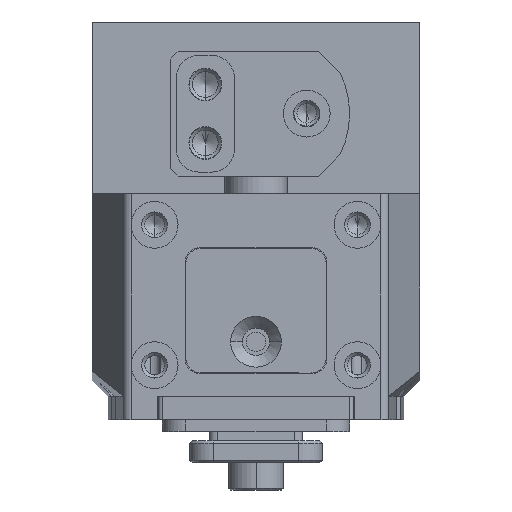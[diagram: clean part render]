
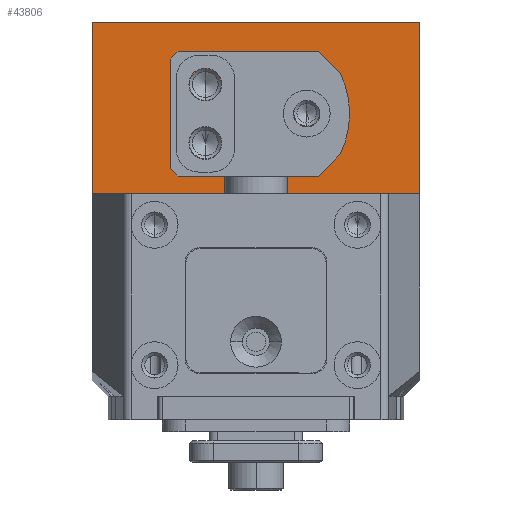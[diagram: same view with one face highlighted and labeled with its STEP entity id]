
A CAD part, left-side view. The second image highlights one B-rep face of the part: STEP entity #43806.
In plain terms, the highlighted planar face has unit normal (-1, 0, 0).
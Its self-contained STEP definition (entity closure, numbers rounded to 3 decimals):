
#1009 = VERTEX_POINT ( 'NONE', #29055 ) ;
#1240 = LINE ( 'NONE', #38686, #36123 ) ;
#2388 = DIRECTION ( 'NONE',  ( 0., 0., -1. ) ) ;
#2477 = FACE_BOUND ( 'NONE', #34876, .T. ) ;
#2592 = LINE ( 'NONE', #32702, #10974 ) ;
#2725 = EDGE_CURVE ( 'NONE', #1009, #37652, #4164, .T. ) ;
#2745 = LINE ( 'NONE', #40506, #35373 ) ;
#2953 = ORIENTED_EDGE ( 'NONE', *, *, #40399, .T. ) ;
#2956 = CARTESIAN_POINT ( 'NONE',  ( -37.828, 9.354, 88.686 ) ) ;
#3881 = CIRCLE ( 'NONE', #41345, 2.05 ) ;
#3963 = DIRECTION ( 'NONE',  ( 0., 0., -1. ) ) ;
#4164 = CIRCLE ( 'NONE', #11470, 2.05 ) ;
#5303 = ORIENTED_EDGE ( 'NONE', *, *, #27645, .T. ) ;
#5945 = VECTOR ( 'NONE', #2388, 1000. ) ;
#6377 = EDGE_CURVE ( 'NONE', #8263, #41824, #13817, .T. ) ;
#6511 = VERTEX_POINT ( 'NONE', #35250 ) ;
#6541 = ORIENTED_EDGE ( 'NONE', *, *, #16300, .T. ) ;
#6739 = VERTEX_POINT ( 'NONE', #23448 ) ;
#6790 = CARTESIAN_POINT ( 'NONE',  ( -37.828, -18.146, 82.186 ) ) ;
#6908 = DIRECTION ( 'NONE',  ( 0., 0., 1. ) ) ;
#7470 = CARTESIAN_POINT ( 'NONE',  ( -37.828, 9.354, 96.186 ) ) ;
#7850 = CIRCLE ( 'NONE', #24131, 1.65 ) ;
#8263 = VERTEX_POINT ( 'NONE', #10272 ) ;
#9051 = DIRECTION ( 'NONE',  ( 0., 0., -1. ) ) ;
#10195 = CARTESIAN_POINT ( 'NONE',  ( -37.828, -22.146, 82.186 ) ) ;
#10272 = CARTESIAN_POINT ( 'NONE',  ( -37.828, 23.854, 104.186 ) ) ;
#10974 = VECTOR ( 'NONE', #39597, 1000. ) ;
#11470 = AXIS2_PLACEMENT_3D ( 'NONE', #2956, #27821, #28157 ) ;
#13359 = DIRECTION ( 'NONE',  ( 1., 0., 0. ) ) ;
#13545 = AXIS2_PLACEMENT_3D ( 'NONE', #30652, #27355, #9051 ) ;
#13817 = LINE ( 'NONE', #34633, #5945 ) ;
#15171 = CARTESIAN_POINT ( 'NONE',  ( -37.828, -3.646, 92.486 ) ) ;
#15313 = DIRECTION ( 'NONE',  ( 1., 0., 0. ) ) ;
#15407 = ORIENTED_EDGE ( 'NONE', *, *, #2725, .T. ) ;
#16023 = EDGE_CURVE ( 'NONE', #22876, #38109, #34479, .T. ) ;
#16300 = EDGE_CURVE ( 'NONE', #46136, #8263, #1240, .T. ) ;
#18843 = EDGE_LOOP ( 'NONE', ( #2953, #6541, #44985, #30569 ) ) ;
#18855 = EDGE_LOOP ( 'NONE', ( #31983, #39460 ) ) ;
#21443 = DIRECTION ( 'NONE',  ( 1., 0., 0. ) ) ;
#21841 = AXIS2_PLACEMENT_3D ( 'NONE', #10195, #35072, #6908 ) ;
#22140 = EDGE_CURVE ( 'NONE', #25227, #41824, #2592, .T. ) ;
#22146 = FACE_BOUND ( 'NONE', #35799, .T. ) ;
#22266 = DIRECTION ( 'NONE',  ( 0., 0., -1. ) ) ;
#22876 = VERTEX_POINT ( 'NONE', #31667 ) ;
#22879 = DIRECTION ( 'NONE',  ( 0., 0., -1. ) ) ;
#23448 = CARTESIAN_POINT ( 'NONE',  ( -37.828, -3.646, 94.136 ) ) ;
#24131 = AXIS2_PLACEMENT_3D ( 'NONE', #15171, #15313, #22879 ) ;
#25227 = VERTEX_POINT ( 'NONE', #6790 ) ;
#25450 = CARTESIAN_POINT ( 'NONE',  ( -37.828, 23.854, 82.186 ) ) ;
#27355 = DIRECTION ( 'NONE',  ( 1., 0., 0. ) ) ;
#27645 = EDGE_CURVE ( 'NONE', #6511, #6739, #28821, .T. ) ;
#27821 = DIRECTION ( 'NONE',  ( 1., 0., 0. ) ) ;
#27879 = DIRECTION ( 'NONE',  ( 0., 0., -1. ) ) ;
#28157 = DIRECTION ( 'NONE',  ( 0., 0., -1. ) ) ;
#28821 = CIRCLE ( 'NONE', #13545, 1.65 ) ;
#29055 = CARTESIAN_POINT ( 'NONE',  ( -37.828, 9.354, 86.636 ) ) ;
#30569 = ORIENTED_EDGE ( 'NONE', *, *, #22140, .F. ) ;
#30652 = CARTESIAN_POINT ( 'NONE',  ( -37.828, -3.646, 92.486 ) ) ;
#31667 = CARTESIAN_POINT ( 'NONE',  ( -37.828, 9.354, 94.136 ) ) ;
#31983 = ORIENTED_EDGE ( 'NONE', *, *, #40306, .T. ) ;
#32664 = CARTESIAN_POINT ( 'NONE',  ( -37.828, 9.354, 98.236 ) ) ;
#32702 = CARTESIAN_POINT ( 'NONE',  ( -37.828, -22.146, 82.186 ) ) ;
#32733 = AXIS2_PLACEMENT_3D ( 'NONE', #35732, #21443, #3963 ) ;
#32776 = CIRCLE ( 'NONE', #32733, 2.05 ) ;
#33154 = ORIENTED_EDGE ( 'NONE', *, *, #39731, .T. ) ;
#33967 = FACE_BOUND ( 'NONE', #18855, .T. ) ;
#34479 = CIRCLE ( 'NONE', #38292, 2.05 ) ;
#34633 = CARTESIAN_POINT ( 'NONE',  ( -37.828, 23.854, 56.186 ) ) ;
#34876 = EDGE_LOOP ( 'NONE', ( #33154, #5303 ) ) ;
#35072 = DIRECTION ( 'NONE',  ( 1., 0., 0. ) ) ;
#35250 = CARTESIAN_POINT ( 'NONE',  ( -37.828, -3.646, 90.836 ) ) ;
#35373 = VECTOR ( 'NONE', #44149, 1000. ) ;
#35732 = CARTESIAN_POINT ( 'NONE',  ( -37.828, 9.354, 88.686 ) ) ;
#35799 = EDGE_LOOP ( 'NONE', ( #43524, #15407 ) ) ;
#36009 = DIRECTION ( 'NONE',  ( 0., 1., 0. ) ) ;
#36123 = VECTOR ( 'NONE', #36009, 1000. ) ;
#36196 = FACE_OUTER_BOUND ( 'NONE', #18843, .T. ) ;
#37652 = VERTEX_POINT ( 'NONE', #40692 ) ;
#38109 = VERTEX_POINT ( 'NONE', #32664 ) ;
#38292 = AXIS2_PLACEMENT_3D ( 'NONE', #40916, #13359, #27879 ) ;
#38686 = CARTESIAN_POINT ( 'NONE',  ( -37.828, 2.854, 104.186 ) ) ;
#39460 = ORIENTED_EDGE ( 'NONE', *, *, #16023, .T. ) ;
#39597 = DIRECTION ( 'NONE',  ( 0., 1., 0. ) ) ;
#39731 = EDGE_CURVE ( 'NONE', #6739, #6511, #7850, .T. ) ;
#40306 = EDGE_CURVE ( 'NONE', #38109, #22876, #3881, .T. ) ;
#40399 = EDGE_CURVE ( 'NONE', #25227, #46136, #2745, .T. ) ;
#40506 = CARTESIAN_POINT ( 'NONE',  ( -37.828, -18.146, 56.186 ) ) ;
#40692 = CARTESIAN_POINT ( 'NONE',  ( -37.828, 9.354, 90.736 ) ) ;
#40916 = CARTESIAN_POINT ( 'NONE',  ( -37.828, 9.354, 96.186 ) ) ;
#41345 = AXIS2_PLACEMENT_3D ( 'NONE', #7470, #43847, #22266 ) ;
#41824 = VERTEX_POINT ( 'NONE', #25450 ) ;
#43524 = ORIENTED_EDGE ( 'NONE', *, *, #46011, .T. ) ;
#43592 = CARTESIAN_POINT ( 'NONE',  ( -37.828, -18.146, 104.186 ) ) ;
#43806 = ADVANCED_FACE ( 'NONE', ( #2477, #33967, #22146, #36196 ), #45961, .F. ) ;
#43847 = DIRECTION ( 'NONE',  ( 1., 0., 0. ) ) ;
#44149 = DIRECTION ( 'NONE',  ( 0., 0., 1. ) ) ;
#44985 = ORIENTED_EDGE ( 'NONE', *, *, #6377, .T. ) ;
#45961 = PLANE ( 'NONE',  #21841 ) ;
#46011 = EDGE_CURVE ( 'NONE', #37652, #1009, #32776, .T. ) ;
#46136 = VERTEX_POINT ( 'NONE', #43592 ) ;
